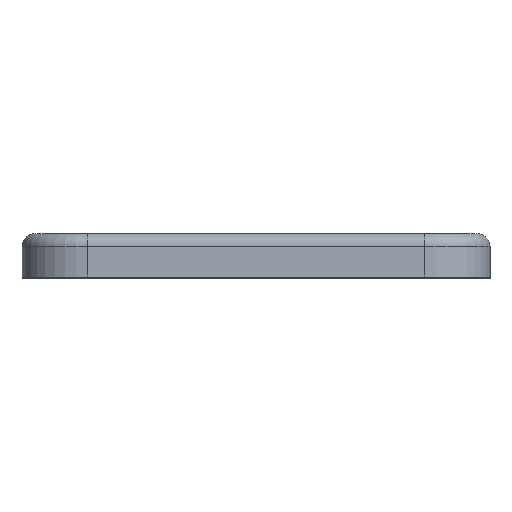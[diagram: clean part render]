
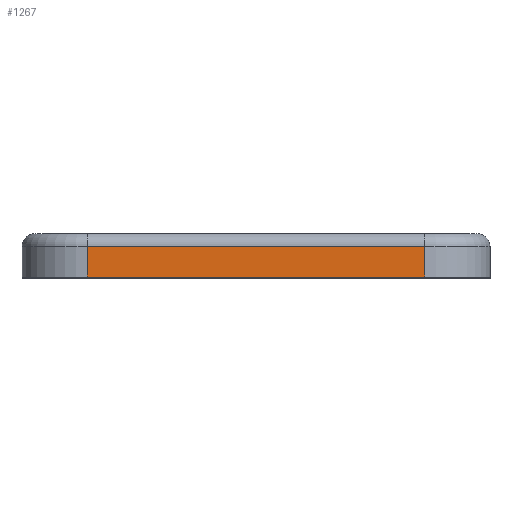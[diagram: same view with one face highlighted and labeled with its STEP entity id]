
A CAD part, top view. The second image highlights one B-rep face of the part: STEP entity #1267.
In plain terms, the highlighted planar face has unit normal (0, 0, 1).
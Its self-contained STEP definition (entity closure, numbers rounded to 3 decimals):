
#60 = VERTEX_POINT ( 'NONE', #1078 ) ;
#97 = VERTEX_POINT ( 'NONE', #2513 ) ;
#113 = ORIENTED_EDGE ( 'NONE', *, *, #369, .T. ) ;
#152 = CARTESIAN_POINT ( 'NONE',  ( -7.75, 0., 19.25 ) ) ;
#183 = LINE ( 'NONE', #2039, #564 ) ;
#369 = EDGE_CURVE ( 'NONE', #2241, #60, #183, .T. ) ;
#381 = PLANE ( 'NONE',  #1843 ) ;
#412 = CARTESIAN_POINT ( 'NONE',  ( 7.75, -0.6, 19.25 ) ) ;
#413 = CARTESIAN_POINT ( 'NONE',  ( -7.75, -2., 19.25 ) ) ;
#421 = DIRECTION ( 'NONE',  ( 0., -1., 0. ) ) ;
#444 = VECTOR ( 'NONE', #421, 1000. ) ;
#537 = EDGE_CURVE ( 'NONE', #60, #97, #2267, .T. ) ;
#564 = VECTOR ( 'NONE', #1828, 1000. ) ;
#781 = DIRECTION ( 'NONE',  ( 1., 0., 0. ) ) ;
#826 = CARTESIAN_POINT ( 'NONE',  ( 7.75, 0., 19.25 ) ) ;
#937 = ORIENTED_EDGE ( 'NONE', *, *, #537, .T. ) ;
#950 = VERTEX_POINT ( 'NONE', #412 ) ;
#992 = ORIENTED_EDGE ( 'NONE', *, *, #1560, .F. ) ;
#1039 = DIRECTION ( 'NONE',  ( 0., 0., 1. ) ) ;
#1078 = CARTESIAN_POINT ( 'NONE',  ( -7.75, -2., 19.25 ) ) ;
#1162 = CARTESIAN_POINT ( 'NONE',  ( -7.75, -0.6, 19.25 ) ) ;
#1194 = FACE_OUTER_BOUND ( 'NONE', #1221, .T. ) ;
#1221 = EDGE_LOOP ( 'NONE', ( #937, #992, #1571, #113 ) ) ;
#1267 = ADVANCED_FACE ( 'NONE', ( #1194 ), #381, .T. ) ;
#1560 = EDGE_CURVE ( 'NONE', #950, #97, #2059, .T. ) ;
#1571 = ORIENTED_EDGE ( 'NONE', *, *, #1942, .F. ) ;
#1657 = VECTOR ( 'NONE', #2453, 1000. ) ;
#1680 = DIRECTION ( 'NONE',  ( 1., 0., 0. ) ) ;
#1828 = DIRECTION ( 'NONE',  ( 0., -1., 0. ) ) ;
#1843 = AXIS2_PLACEMENT_3D ( 'NONE', #152, #1039, #781 ) ;
#1867 = VECTOR ( 'NONE', #1680, 1000. ) ;
#1942 = EDGE_CURVE ( 'NONE', #2241, #950, #2044, .T. ) ;
#2039 = CARTESIAN_POINT ( 'NONE',  ( -7.75, 0., 19.25 ) ) ;
#2044 = LINE ( 'NONE', #2641, #1657 ) ;
#2059 = LINE ( 'NONE', #826, #444 ) ;
#2241 = VERTEX_POINT ( 'NONE', #1162 ) ;
#2267 = LINE ( 'NONE', #413, #1867 ) ;
#2453 = DIRECTION ( 'NONE',  ( 1., 0., 0. ) ) ;
#2513 = CARTESIAN_POINT ( 'NONE',  ( 7.75, -2., 19.25 ) ) ;
#2641 = CARTESIAN_POINT ( 'NONE',  ( -7.75, -0.6, 19.25 ) ) ;
